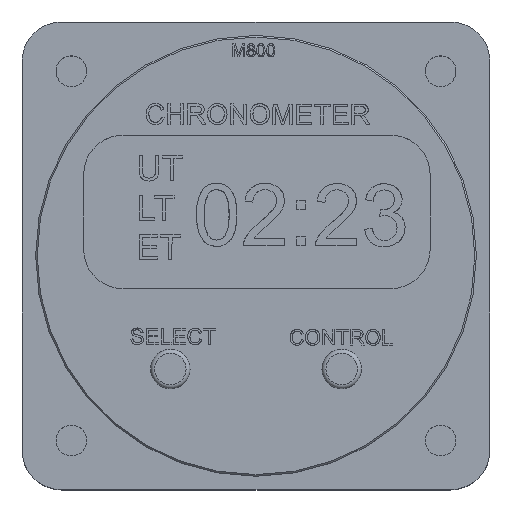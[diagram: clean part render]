
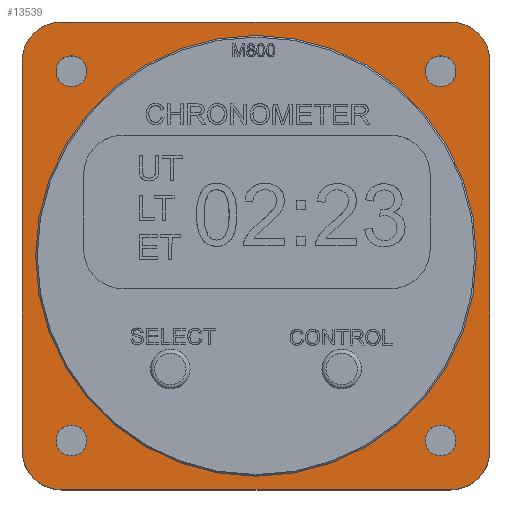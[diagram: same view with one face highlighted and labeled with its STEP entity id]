
A CAD part, top view. The second image highlights one B-rep face of the part: STEP entity #13539.
In plain terms, the highlighted planar face has unit normal (0, 0, 1).
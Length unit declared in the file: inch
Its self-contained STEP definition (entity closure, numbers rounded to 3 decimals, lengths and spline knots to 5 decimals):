
#48=CIRCLE('',#13882,1.119);
#50=CIRCLE('',#13895,0.078);
#52=CIRCLE('',#13899,0.2);
#53=CIRCLE('',#13901,0.2);
#54=CIRCLE('',#13902,0.2);
#55=CIRCLE('',#13903,0.2);
#56=CIRCLE('',#13904,0.078);
#57=CIRCLE('',#13905,0.078);
#58=CIRCLE('',#13906,0.078);
#136=FACE_BOUND('',#1972,.T.);
#137=FACE_BOUND('',#1973,.T.);
#138=FACE_BOUND('',#1974,.T.);
#139=FACE_BOUND('',#1975,.T.);
#140=FACE_BOUND('',#1976,.T.);
#455=PLANE('',#13900);
#1179=FACE_OUTER_BOUND('',#1971,.T.);
#1971=EDGE_LOOP('',(#12374,#12375,#12376,#12377,#12378,#12379,#12380,#12381));
#1972=EDGE_LOOP('',(#12382));
#1973=EDGE_LOOP('',(#12383));
#1974=EDGE_LOOP('',(#12384));
#1975=EDGE_LOOP('',(#12385));
#1976=EDGE_LOOP('',(#12386));
#3154=LINE('',#26507,#4328);
#3155=LINE('',#26511,#4329);
#3156=LINE('',#26515,#4330);
#3157=LINE('',#26518,#4331);
#4328=VECTOR('',#15779,0.3937);
#4329=VECTOR('',#15782,0.3937);
#4330=VECTOR('',#15785,0.3937);
#4331=VECTOR('',#15788,0.3937);
#6434=VERTEX_POINT('',#26470);
#6436=VERTEX_POINT('',#26493);
#6439=VERTEX_POINT('',#26500);
#6440=VERTEX_POINT('',#26502);
#6441=VERTEX_POINT('',#26506);
#6442=VERTEX_POINT('',#26508);
#6443=VERTEX_POINT('',#26510);
#6444=VERTEX_POINT('',#26512);
#6445=VERTEX_POINT('',#26514);
#6446=VERTEX_POINT('',#26516);
#6447=VERTEX_POINT('',#26519);
#6448=VERTEX_POINT('',#26521);
#6449=VERTEX_POINT('',#26523);
#8409=EDGE_CURVE('',#6434,#6434,#48,.T.);
#8419=EDGE_CURVE('',#6436,#6436,#50,.T.);
#8422=EDGE_CURVE('',#6439,#6440,#52,.T.);
#8424=EDGE_CURVE('',#6441,#6439,#3154,.T.);
#8425=EDGE_CURVE('',#6442,#6441,#53,.T.);
#8426=EDGE_CURVE('',#6443,#6442,#3155,.T.);
#8427=EDGE_CURVE('',#6444,#6443,#54,.T.);
#8428=EDGE_CURVE('',#6445,#6444,#3156,.T.);
#8429=EDGE_CURVE('',#6446,#6445,#55,.T.);
#8430=EDGE_CURVE('',#6440,#6446,#3157,.T.);
#8431=EDGE_CURVE('',#6447,#6447,#56,.T.);
#8432=EDGE_CURVE('',#6448,#6448,#57,.T.);
#8433=EDGE_CURVE('',#6449,#6449,#58,.T.);
#12374=ORIENTED_EDGE('',*,*,#8422,.F.);
#12375=ORIENTED_EDGE('',*,*,#8424,.F.);
#12376=ORIENTED_EDGE('',*,*,#8425,.F.);
#12377=ORIENTED_EDGE('',*,*,#8426,.F.);
#12378=ORIENTED_EDGE('',*,*,#8427,.F.);
#12379=ORIENTED_EDGE('',*,*,#8428,.F.);
#12380=ORIENTED_EDGE('',*,*,#8429,.F.);
#12381=ORIENTED_EDGE('',*,*,#8430,.F.);
#12382=ORIENTED_EDGE('',*,*,#8431,.T.);
#12383=ORIENTED_EDGE('',*,*,#8432,.T.);
#12384=ORIENTED_EDGE('',*,*,#8433,.T.);
#12385=ORIENTED_EDGE('',*,*,#8419,.T.);
#12386=ORIENTED_EDGE('',*,*,#8409,.T.);
#13539=ADVANCED_FACE('',(#1179,#136,#137,#138,#139,#140),#455,.T.);
#13882=AXIS2_PLACEMENT_3D('',#26471,#15731,#15732);
#13895=AXIS2_PLACEMENT_3D('',#26494,#15765,#15766);
#13899=AXIS2_PLACEMENT_3D('',#26503,#15774,#15775);
#13900=AXIS2_PLACEMENT_3D('',#26505,#15777,#15778);
#13901=AXIS2_PLACEMENT_3D('',#26509,#15780,#15781);
#13902=AXIS2_PLACEMENT_3D('',#26513,#15783,#15784);
#13903=AXIS2_PLACEMENT_3D('',#26517,#15786,#15787);
#13904=AXIS2_PLACEMENT_3D('',#26520,#15789,#15790);
#13905=AXIS2_PLACEMENT_3D('',#26522,#15791,#15792);
#13906=AXIS2_PLACEMENT_3D('',#26524,#15793,#15794);
#15731=DIRECTION('center_axis',(0.,0.,-1.));
#15732=DIRECTION('ref_axis',(-1.,0.,0.));
#15765=DIRECTION('center_axis',(0.,0.,-1.));
#15766=DIRECTION('ref_axis',(-1.,0.,0.));
#15774=DIRECTION('center_axis',(0.,0.,-1.));
#15775=DIRECTION('ref_axis',(0.707,-0.707,0.));
#15777=DIRECTION('center_axis',(0.,0.,1.));
#15778=DIRECTION('ref_axis',(1.,0.,0.));
#15779=DIRECTION('',(0.,-1.,0.));
#15780=DIRECTION('center_axis',(0.,0.,-1.));
#15781=DIRECTION('ref_axis',(0.707,0.707,0.));
#15782=DIRECTION('',(1.,0.,0.));
#15783=DIRECTION('center_axis',(0.,0.,-1.));
#15784=DIRECTION('ref_axis',(-0.707,0.707,0.));
#15785=DIRECTION('',(0.,1.,0.));
#15786=DIRECTION('center_axis',(0.,0.,-1.));
#15787=DIRECTION('ref_axis',(-0.707,-0.707,0.));
#15788=DIRECTION('',(-1.,0.,0.));
#15789=DIRECTION('center_axis',(0.,0.,-1.));
#15790=DIRECTION('ref_axis',(0.,1.,0.));
#15791=DIRECTION('center_axis',(0.,0.,-1.));
#15792=DIRECTION('ref_axis',(1.,0.,0.));
#15793=DIRECTION('center_axis',(0.,0.,-1.));
#15794=DIRECTION('ref_axis',(0.,-1.,0.));
#26470=CARTESIAN_POINT('',(1.119,0.,0.));
#26471=CARTESIAN_POINT('Origin',(0.,0.,0.));
#26493=CARTESIAN_POINT('',(-0.8595,0.9375,0.));
#26494=CARTESIAN_POINT('Origin',(-0.9375,0.9375,0.));
#26500=CARTESIAN_POINT('',(1.1875,-0.9875,0.));
#26502=CARTESIAN_POINT('',(0.9875,-1.1875,0.));
#26503=CARTESIAN_POINT('Origin',(0.9875,-0.9875,0.));
#26505=CARTESIAN_POINT('Origin',(0.,0.,0.));
#26506=CARTESIAN_POINT('',(1.1875,0.9875,0.));
#26507=CARTESIAN_POINT('',(1.1875,1.1875,0.));
#26508=CARTESIAN_POINT('',(0.9875,1.1875,0.));
#26509=CARTESIAN_POINT('Origin',(0.9875,0.9875,0.));
#26510=CARTESIAN_POINT('',(-0.9875,1.1875,0.));
#26511=CARTESIAN_POINT('',(-1.1875,1.1875,0.));
#26512=CARTESIAN_POINT('',(-1.1875,0.9875,0.));
#26513=CARTESIAN_POINT('Origin',(-0.9875,0.9875,0.));
#26514=CARTESIAN_POINT('',(-1.1875,-0.9875,0.));
#26515=CARTESIAN_POINT('',(-1.1875,-1.1875,0.));
#26516=CARTESIAN_POINT('',(-0.9875,-1.1875,0.));
#26517=CARTESIAN_POINT('Origin',(-0.9875,-0.9875,0.));
#26518=CARTESIAN_POINT('',(1.1875,-1.1875,0.));
#26519=CARTESIAN_POINT('',(0.9375,0.8595,0.));
#26520=CARTESIAN_POINT('Origin',(0.9375,0.9375,0.));
#26521=CARTESIAN_POINT('',(0.8595,-0.9375,0.));
#26522=CARTESIAN_POINT('Origin',(0.9375,-0.9375,0.));
#26523=CARTESIAN_POINT('',(-0.9375,-0.8595,0.));
#26524=CARTESIAN_POINT('Origin',(-0.9375,-0.9375,0.));
